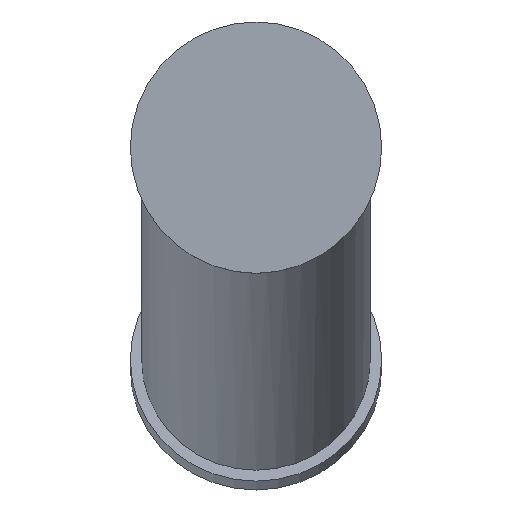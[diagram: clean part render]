
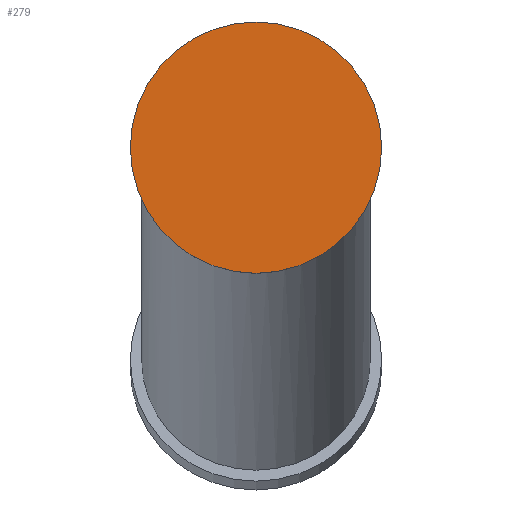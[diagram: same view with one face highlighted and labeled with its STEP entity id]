
A CAD part, top view. The second image highlights one B-rep face of the part: STEP entity #279.
In plain terms, the highlighted planar face has unit normal (0, 0, 1).
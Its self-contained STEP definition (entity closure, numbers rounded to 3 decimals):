
#79 = CARTESIAN_POINT ( 'NONE',  ( 92.5, 0., 0. ) ) ;
#100 = VERTEX_POINT ( 'NONE', #79 ) ;
#126 = CARTESIAN_POINT ( 'NONE',  ( 0., 0., 0. ) ) ;
#129 = AXIS2_PLACEMENT_3D ( 'NONE', #1912, #1610, #1481 ) ;
#185 = VERTEX_POINT ( 'NONE', #1275 ) ;
#196 = FACE_OUTER_BOUND ( 'NONE', #373, .T. ) ;
#279 = ADVANCED_FACE ( 'Defeatured_0_15', ( #196 ), #703, .T. ) ;
#373 = EDGE_LOOP ( 'NONE', ( #1829, #1744 ) ) ;
#424 = DIRECTION ( 'NONE',  ( 1., 0., 0. ) ) ;
#557 = DIRECTION ( 'NONE',  ( 1., 0., 0. ) ) ;
#604 = AXIS2_PLACEMENT_3D ( 'NONE', #126, #1164, #424 ) ;
#691 = CARTESIAN_POINT ( 'NONE',  ( 0., 0., 0. ) ) ;
#703 = PLANE ( 'NONE',  #129 ) ;
#932 = EDGE_CURVE ( 'Defeatured_0_15+Defeatured_0_0+Defeatured_0_0+Defeatured_0_0', #100, #185, #1780, .T. ) ;
#938 = AXIS2_PLACEMENT_3D ( 'NONE', #691, #1860, #557 ) ;
#1164 = DIRECTION ( 'NONE',  ( 0., 0., 1. ) ) ;
#1275 = CARTESIAN_POINT ( 'NONE',  ( -92.5, 0., 0. ) ) ;
#1396 = CIRCLE ( 'NONE', #938, 92.5 ) ;
#1481 = DIRECTION ( 'NONE',  ( 1., 0., 0. ) ) ;
#1482 = EDGE_CURVE ( 'Defeatured_0_15+Defeatured_0_0+Defeatured_0_0+Defeatured_0_0', #185, #100, #1396, .T. ) ;
#1610 = DIRECTION ( 'NONE',  ( 0., 0., 1. ) ) ;
#1744 = ORIENTED_EDGE ( 'NONE', *, *, #1482, .T. ) ;
#1780 = CIRCLE ( 'NONE', #604, 92.5 ) ;
#1829 = ORIENTED_EDGE ( 'NONE', *, *, #932, .T. ) ;
#1860 = DIRECTION ( 'NONE',  ( 0., 0., 1. ) ) ;
#1912 = CARTESIAN_POINT ( 'NONE',  ( 0., 0., 0. ) ) ;
